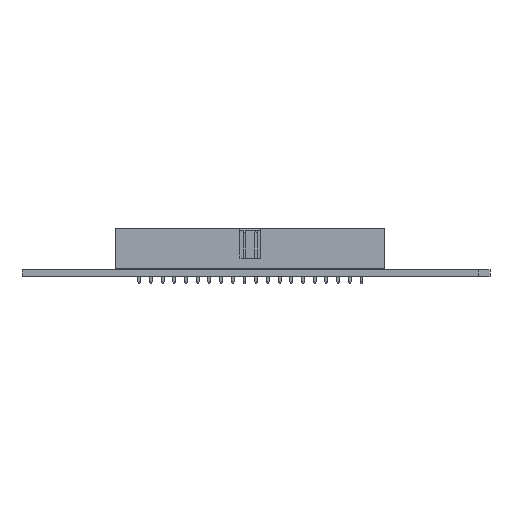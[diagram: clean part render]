
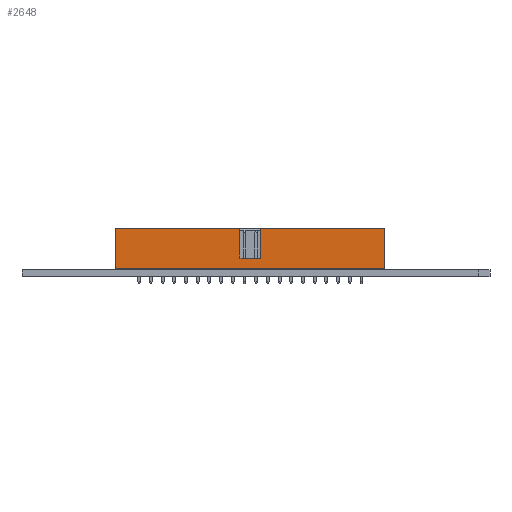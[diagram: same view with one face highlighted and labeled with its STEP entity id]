
A CAD part, front view. The second image highlights one B-rep face of the part: STEP entity #2648.
In plain terms, the highlighted planar face has unit normal (0, -1, 0).
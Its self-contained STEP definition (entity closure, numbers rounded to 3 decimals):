
#1302 = VERTEX_POINT('',#1303);
#1303 = CARTESIAN_POINT('',(29.23,-4.425,-4.425));
#1309 = EDGE_CURVE('',#1302,#1310,#1312,.T.);
#1310 = VERTEX_POINT('',#1311);
#1311 = CARTESIAN_POINT('',(-29.23,-4.425,-4.425));
#1312 = LINE('',#1313,#1314);
#1313 = CARTESIAN_POINT('',(29.23,-4.425,-4.425));
#1314 = VECTOR('',#1315,1.);
#1315 = DIRECTION('',(-1.,0.,0.));
#2648 = ADVANCED_FACE('',(#2649),#2706,.F.);
#2649 = FACE_BOUND('',#2650,.T.);
#2650 = EDGE_LOOP('',(#2651,#2661,#2669,#2677,#2685,#2691,#2692,#2700));
#2651 = ORIENTED_EDGE('',*,*,#2652,.F.);
#2652 = EDGE_CURVE('',#2653,#2655,#2657,.T.);
#2653 = VERTEX_POINT('',#2654);
#2654 = CARTESIAN_POINT('',(2.25,-4.425,-2.075));
#2655 = VERTEX_POINT('',#2656);
#2656 = CARTESIAN_POINT('',(2.25,-4.425,4.425));
#2657 = LINE('',#2658,#2659);
#2658 = CARTESIAN_POINT('',(2.25,-4.425,-2.075));
#2659 = VECTOR('',#2660,1.);
#2660 = DIRECTION('',(0.,0.,1.));
#2661 = ORIENTED_EDGE('',*,*,#2662,.T.);
#2662 = EDGE_CURVE('',#2653,#2663,#2665,.T.);
#2663 = VERTEX_POINT('',#2664);
#2664 = CARTESIAN_POINT('',(-2.25,-4.425,-2.075));
#2665 = LINE('',#2666,#2667);
#2666 = CARTESIAN_POINT('',(2.25,-4.425,-2.075));
#2667 = VECTOR('',#2668,1.);
#2668 = DIRECTION('',(-1.,0.,0.));
#2669 = ORIENTED_EDGE('',*,*,#2670,.T.);
#2670 = EDGE_CURVE('',#2663,#2671,#2673,.T.);
#2671 = VERTEX_POINT('',#2672);
#2672 = CARTESIAN_POINT('',(-2.25,-4.425,4.425));
#2673 = LINE('',#2674,#2675);
#2674 = CARTESIAN_POINT('',(-2.25,-4.425,-2.075));
#2675 = VECTOR('',#2676,1.);
#2676 = DIRECTION('',(0.,0.,1.));
#2677 = ORIENTED_EDGE('',*,*,#2678,.F.);
#2678 = EDGE_CURVE('',#2679,#2671,#2681,.T.);
#2679 = VERTEX_POINT('',#2680);
#2680 = CARTESIAN_POINT('',(-29.23,-4.425,4.425));
#2681 = LINE('',#2682,#2683);
#2682 = CARTESIAN_POINT('',(-29.23,-4.425,4.425));
#2683 = VECTOR('',#2684,1.);
#2684 = DIRECTION('',(1.,0.,0.));
#2685 = ORIENTED_EDGE('',*,*,#2686,.F.);
#2686 = EDGE_CURVE('',#1310,#2679,#2687,.T.);
#2687 = LINE('',#2688,#2689);
#2688 = CARTESIAN_POINT('',(-29.23,-4.425,-4.425));
#2689 = VECTOR('',#2690,1.);
#2690 = DIRECTION('',(0.,0.,1.));
#2691 = ORIENTED_EDGE('',*,*,#1309,.F.);
#2692 = ORIENTED_EDGE('',*,*,#2693,.F.);
#2693 = EDGE_CURVE('',#2694,#1302,#2696,.T.);
#2694 = VERTEX_POINT('',#2695);
#2695 = CARTESIAN_POINT('',(29.23,-4.425,4.425));
#2696 = LINE('',#2697,#2698);
#2697 = CARTESIAN_POINT('',(29.23,-4.425,4.425));
#2698 = VECTOR('',#2699,1.);
#2699 = DIRECTION('',(0.,0.,-1.));
#2700 = ORIENTED_EDGE('',*,*,#2701,.F.);
#2701 = EDGE_CURVE('',#2655,#2694,#2702,.T.);
#2702 = LINE('',#2703,#2704);
#2703 = CARTESIAN_POINT('',(-29.23,-4.425,4.425));
#2704 = VECTOR('',#2705,1.);
#2705 = DIRECTION('',(1.,0.,0.));
#2706 = PLANE('',#2707);
#2707 = AXIS2_PLACEMENT_3D('',#2708,#2709,#2710);
#2708 = CARTESIAN_POINT('',(0.,-4.425,0.));
#2709 = DIRECTION('',(0.,1.,0.));
#2710 = DIRECTION('',(0.,-0.,1.));
